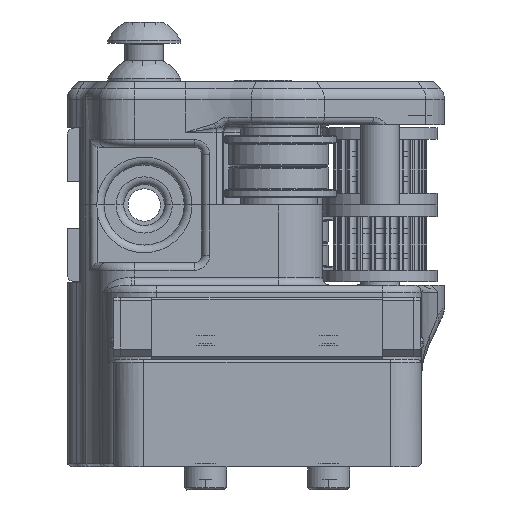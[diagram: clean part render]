
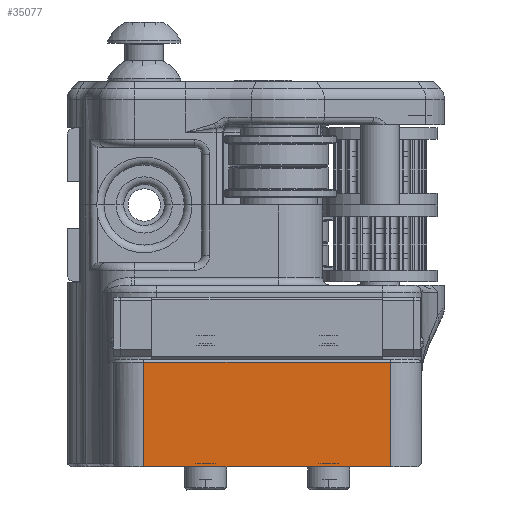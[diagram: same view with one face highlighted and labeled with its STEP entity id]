
A CAD part, left-side view. The second image highlights one B-rep face of the part: STEP entity #35077.
In plain terms, the highlighted planar face has unit normal (-1, 0, 0).
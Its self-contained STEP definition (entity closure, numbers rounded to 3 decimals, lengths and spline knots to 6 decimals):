
#1399=LINE('',#56466,#4322);
#1407=LINE('',#56556,#4330);
#1408=LINE('',#56558,#4331);
#1409=LINE('',#56560,#4332);
#4322=VECTOR('',#45305,1.);
#4330=VECTOR('',#45343,1.);
#4331=VECTOR('',#45344,1.);
#4332=VECTOR('',#45345,1.);
#10738=ORIENTED_EDGE('',*,*,#19146,.T.);
#10739=ORIENTED_EDGE('',*,*,#19147,.T.);
#10740=ORIENTED_EDGE('',*,*,#19148,.T.);
#10741=ORIENTED_EDGE('',*,*,#19129,.T.);
#19129=EDGE_CURVE('',#23656,#23655,#1399,.T.);
#19146=EDGE_CURVE('',#23655,#23663,#1407,.T.);
#19147=EDGE_CURVE('',#23663,#23664,#1408,.T.);
#19148=EDGE_CURVE('',#23664,#23656,#1409,.T.);
#23655=VERTEX_POINT('',#56465);
#23656=VERTEX_POINT('',#56467);
#23663=VERTEX_POINT('',#56557);
#23664=VERTEX_POINT('',#56559);
#28652=EDGE_LOOP('',(#10738,#10739,#10740,#10741));
#31398=FACE_BOUND('',#28652,.T.);
#33544=PLANE('',#38760);
#35077=ADVANCED_FACE('',(#31398),#33544,.F.);
#38760=AXIS2_PLACEMENT_3D('',#56555,#45341,#45342);
#45305=DIRECTION('',(0.,0.,1.));
#45341=DIRECTION('',(1.,0.,0.));
#45342=DIRECTION('',(0.,1.,0.));
#45343=DIRECTION('',(0.,1.,0.));
#45344=DIRECTION('',(0.,0.,-1.));
#45345=DIRECTION('',(0.,-1.,0.));
#56465=CARTESIAN_POINT('',(-0.0768,0.151048,0.0913));
#56466=CARTESIAN_POINT('',(-0.0768,0.151048,0.0777));
#56467=CARTESIAN_POINT('',(-0.0768,0.151048,0.0777));
#56555=CARTESIAN_POINT('',(-0.0768,0.178248,0.0777));
#56556=CARTESIAN_POINT('',(-0.0768,0.173792,0.0913));
#56557=CARTESIAN_POINT('',(-0.0768,0.183048,0.0913));
#56558=CARTESIAN_POINT('',(-0.0768,0.183048,0.0777));
#56559=CARTESIAN_POINT('',(-0.0768,0.183048,0.0777));
#56560=CARTESIAN_POINT('',(-0.0768,0.173742,0.0777));
